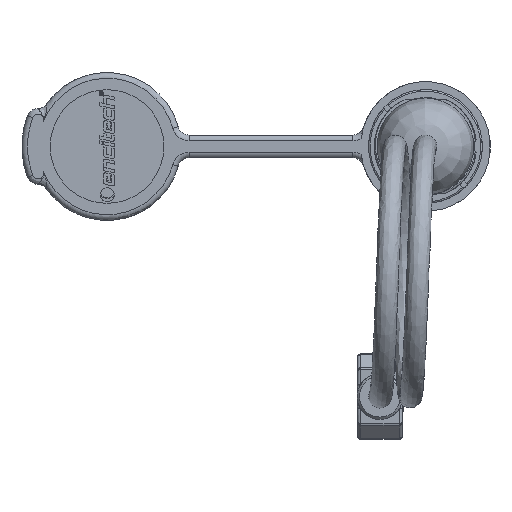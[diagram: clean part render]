
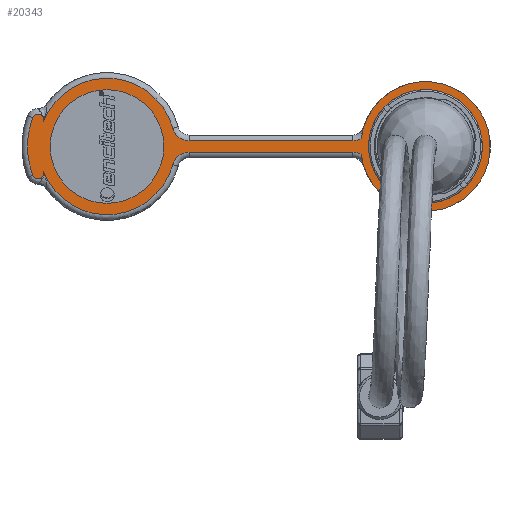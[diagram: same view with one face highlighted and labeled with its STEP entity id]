
A CAD part, front view. The second image highlights one B-rep face of the part: STEP entity #20343.
In plain terms, the highlighted face is planar.
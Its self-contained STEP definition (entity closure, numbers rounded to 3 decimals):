
#19405 = VERTEX_POINT('',#19406);
#19406 = CARTESIAN_POINT('',(10.,4.8,0.));
#19412 = EDGE_CURVE('',#19405,#19405,#19413,.T.);
#19413 = CIRCLE('',#19414,10.);
#19414 = AXIS2_PLACEMENT_3D('',#19415,#19416,#19417);
#19415 = CARTESIAN_POINT('',(0.,4.8,0.));
#19416 = DIRECTION('',(0.,-1.,0.));
#19417 = DIRECTION('',(-1.,0.,0.));
#19601 = VERTEX_POINT('',#19602);
#19602 = CARTESIAN_POINT('',(-11.192,4.8,-4.33));
#19673 = EDGE_CURVE('',#19674,#19601,#19676,.T.);
#19674 = VERTEX_POINT('',#19675);
#19675 = CARTESIAN_POINT('',(-13.057,4.8,-5.051));
#19676 = CIRCLE('',#19677,1.);
#19677 = AXIS2_PLACEMENT_3D('',#19678,#19679,#19680);
#19678 = CARTESIAN_POINT('',(-12.124,4.8,-4.691));
#19679 = DIRECTION('',(0.,-1.,0.));
#19680 = DIRECTION('',(-0.369,0.,
    -0.929));
#19765 = VERTEX_POINT('',#19766);
#19766 = CARTESIAN_POINT('',(-11.192,4.8,4.33));
#19915 = VERTEX_POINT('',#19916);
#19916 = CARTESIAN_POINT('',(-13.057,4.8,5.051));
#19923 = EDGE_CURVE('',#19765,#19915,#19924,.T.);
#19924 = CIRCLE('',#19925,1.);
#19925 = AXIS2_PLACEMENT_3D('',#19926,#19927,#19928);
#19926 = CARTESIAN_POINT('',(-12.124,4.8,4.691));
#19927 = DIRECTION('',(0.,-1.,0.));
#19928 = DIRECTION('',(-0.369,0.,
    0.929));
#19961 = VERTEX_POINT('',#19962);
#19962 = CARTESIAN_POINT('',(11.565,4.8,3.2));
#19969 = EDGE_CURVE('',#19961,#19765,#19970,.T.);
#19970 = CIRCLE('',#19971,12.);
#19971 = AXIS2_PLACEMENT_3D('',#19972,#19973,#19974);
#19972 = CARTESIAN_POINT('',(0.,4.8,0.));
#19973 = DIRECTION('',(0.,-1.,0.));
#19974 = DIRECTION('',(0.126,0.,0.992)
  );
#19985 = EDGE_CURVE('',#19601,#19986,#19988,.T.);
#19986 = VERTEX_POINT('',#19987);
#19987 = CARTESIAN_POINT('',(11.565,4.8,-3.2));
#19988 = CIRCLE('',#19989,12.);
#19989 = AXIS2_PLACEMENT_3D('',#19990,#19991,#19992);
#19990 = CARTESIAN_POINT('',(0.,4.8,0.));
#19991 = DIRECTION('',(0.,-1.,0.));
#19992 = DIRECTION('',(0.126,0.,-0.992
    ));
#20019 = VERTEX_POINT('',#20020);
#20020 = CARTESIAN_POINT('',(14.457,4.8,-1.));
#20037 = EDGE_CURVE('',#19986,#20019,#20038,.T.);
#20038 = CIRCLE('',#20039,3.);
#20039 = AXIS2_PLACEMENT_3D('',#20040,#20041,#20042);
#20040 = CARTESIAN_POINT('',(14.457,4.8,-4.));
#20041 = DIRECTION('',(0.,1.,0.));
#20042 = DIRECTION('',(-0.606,0.,
    0.796));
#20053 = VERTEX_POINT('',#20054);
#20054 = CARTESIAN_POINT('',(43.211,4.8,-1.));
#20070 = EDGE_CURVE('',#20019,#20053,#20071,.T.);
#20071 = LINE('',#20072,#20073);
#20072 = CARTESIAN_POINT('',(8.5,4.8,-1.));
#20073 = VECTOR('',#20074,1.);
#20074 = DIRECTION('',(1.,0.,0.));
#20085 = VERTEX_POINT('',#20086);
#20086 = CARTESIAN_POINT('',(44.685,4.8,-1.387));
#20109 = EDGE_CURVE('',#20053,#20085,#20110,.T.);
#20110 = CIRCLE('',#20111,3.);
#20111 = AXIS2_PLACEMENT_3D('',#20112,#20113,#20114);
#20112 = CARTESIAN_POINT('',(43.211,4.8,-4.));
#20113 = DIRECTION('',(0.,1.,0.));
#20114 = DIRECTION('',(0.592,0.,0.806)
  );
#20127 = VERTEX_POINT('',#20128);
#20128 = CARTESIAN_POINT('',(44.685,4.8,1.387));
#20141 = EDGE_CURVE('',#20127,#20142,#20144,.T.);
#20142 = VERTEX_POINT('',#20143);
#20143 = CARTESIAN_POINT('',(43.211,4.8,1.));
#20144 = CIRCLE('',#20145,3.);
#20145 = AXIS2_PLACEMENT_3D('',#20146,#20147,#20148);
#20146 = CARTESIAN_POINT('',(43.211,4.8,4.));
#20147 = DIRECTION('',(0.,1.,0.));
#20148 = DIRECTION('',(0.592,0.,-0.806
    ));
#20175 = VERTEX_POINT('',#20176);
#20176 = CARTESIAN_POINT('',(14.457,4.8,1.));
#20192 = EDGE_CURVE('',#20142,#20175,#20193,.T.);
#20193 = LINE('',#20194,#20195);
#20194 = CARTESIAN_POINT('',(8.5,4.8,1.));
#20195 = VECTOR('',#20196,1.);
#20196 = DIRECTION('',(-1.,0.,0.));
#20215 = EDGE_CURVE('',#20175,#19961,#20216,.T.);
#20216 = CIRCLE('',#20217,3.);
#20217 = AXIS2_PLACEMENT_3D('',#20218,#20219,#20220);
#20218 = CARTESIAN_POINT('',(14.457,4.8,4.));
#20219 = DIRECTION('',(0.,1.,0.));
#20220 = DIRECTION('',(-0.606,0.,
    -0.796));
#20231 = EDGE_CURVE('',#19915,#19674,#20232,.T.);
#20232 = CIRCLE('',#20233,14.);
#20233 = AXIS2_PLACEMENT_3D('',#20234,#20235,#20236);
#20234 = CARTESIAN_POINT('',(0.,4.8,0.));
#20235 = DIRECTION('',(0.,-1.,0.));
#20236 = DIRECTION('',(-1.,0.,0.));
#20343 = ADVANCED_FACE('',(#20344,#20364,#20367),#20378,.T.);
#20344 = FACE_BOUND('',#20345,.T.);
#20345 = EDGE_LOOP('',(#20346,#20347,#20348,#20349,#20350,#20351,#20352,
    #20353,#20354,#20355,#20356,#20357));
#20346 = ORIENTED_EDGE('',*,*,#20109,.F.);
#20347 = ORIENTED_EDGE('',*,*,#20070,.F.);
#20348 = ORIENTED_EDGE('',*,*,#20037,.F.);
#20349 = ORIENTED_EDGE('',*,*,#19985,.F.);
#20350 = ORIENTED_EDGE('',*,*,#19673,.F.);
#20351 = ORIENTED_EDGE('',*,*,#20231,.F.);
#20352 = ORIENTED_EDGE('',*,*,#19923,.F.);
#20353 = ORIENTED_EDGE('',*,*,#19969,.F.);
#20354 = ORIENTED_EDGE('',*,*,#20215,.F.);
#20355 = ORIENTED_EDGE('',*,*,#20192,.F.);
#20356 = ORIENTED_EDGE('',*,*,#20141,.F.);
#20357 = ORIENTED_EDGE('',*,*,#20358,.F.);
#20358 = EDGE_CURVE('',#20085,#20127,#20359,.T.);
#20359 = CIRCLE('',#20360,11.4);
#20360 = AXIS2_PLACEMENT_3D('',#20361,#20362,#20363);
#20361 = CARTESIAN_POINT('',(56.,4.8,0.));
#20362 = DIRECTION('',(0.,-1.,0.));
#20363 = DIRECTION('',(1.,0.,0.));
#20364 = FACE_BOUND('',#20365,.T.);
#20365 = EDGE_LOOP('',(#20366));
#20366 = ORIENTED_EDGE('',*,*,#19412,.T.);
#20367 = FACE_BOUND('',#20368,.T.);
#20368 = EDGE_LOOP('',(#20369));
#20369 = ORIENTED_EDGE('',*,*,#20370,.T.);
#20370 = EDGE_CURVE('',#20371,#20371,#20373,.T.);
#20371 = VERTEX_POINT('',#20372);
#20372 = CARTESIAN_POINT('',(64.8,4.8,0.));
#20373 = CIRCLE('',#20374,8.8);
#20374 = AXIS2_PLACEMENT_3D('',#20375,#20376,#20377);
#20375 = CARTESIAN_POINT('',(56.,4.8,0.));
#20376 = DIRECTION('',(0.,-1.,0.));
#20377 = DIRECTION('',(-1.,0.,0.));
#20378 = PLANE('',#20379);
#20379 = AXIS2_PLACEMENT_3D('',#20380,#20381,#20382);
#20380 = CARTESIAN_POINT('',(6.5,4.8,0.));
#20381 = DIRECTION('',(0.,1.,0.));
#20382 = DIRECTION('',(0.,0.,1.));
